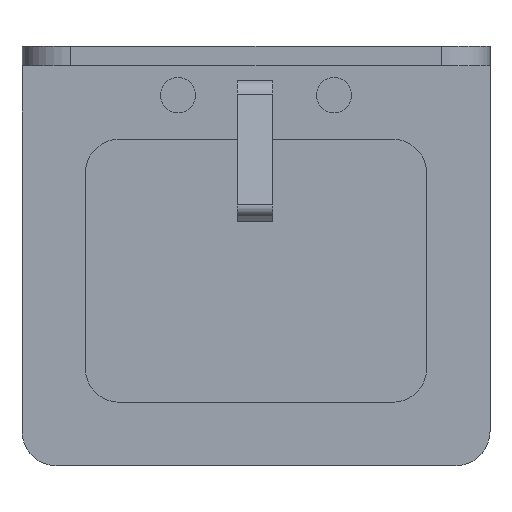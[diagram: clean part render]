
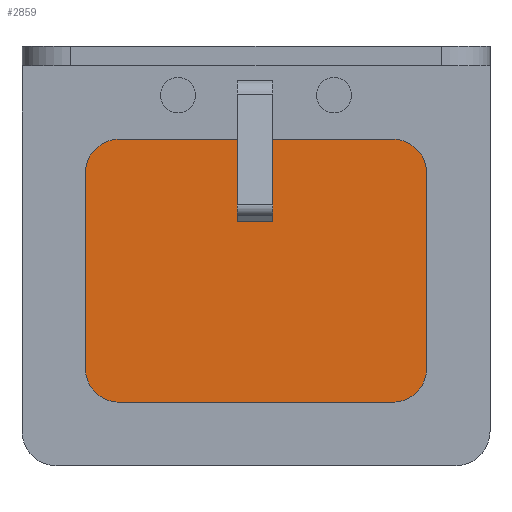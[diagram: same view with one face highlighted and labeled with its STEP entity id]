
A CAD part, top view. The second image highlights one B-rep face of the part: STEP entity #2859.
In plain terms, the highlighted planar face has unit normal (0, 0, 1).
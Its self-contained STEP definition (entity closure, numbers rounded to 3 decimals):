
#938 = CYLINDRICAL_SURFACE('',#939,35.);
#939 = AXIS2_PLACEMENT_3D('',#940,#941,#942);
#940 = CARTESIAN_POINT('',(140.,-330.,0.));
#941 = DIRECTION('',(0.,0.,1.));
#942 = DIRECTION('',(1.,0.,0.));
#966 = PLANE('',#967);
#967 = AXIS2_PLACEMENT_3D('',#968,#969,#970);
#968 = CARTESIAN_POINT('',(140.,-365.,0.));
#969 = DIRECTION('',(0.,1.,0.));
#970 = DIRECTION('',(-1.,0.,0.));
#995 = CYLINDRICAL_SURFACE('',#996,35.);
#996 = AXIS2_PLACEMENT_3D('',#997,#998,#999);
#997 = CARTESIAN_POINT('',(-140.,-330.,0.));
#998 = DIRECTION('',(0.,0.,1.));
#999 = DIRECTION('',(1.,0.,0.));
#1023 = PLANE('',#1024);
#1024 = AXIS2_PLACEMENT_3D('',#1025,#1026,#1027);
#1025 = CARTESIAN_POINT('',(-175.,-330.,0.));
#1026 = DIRECTION('',(1.,0.,0.));
#1027 = DIRECTION('',(0.,1.,0.));
#1052 = CYLINDRICAL_SURFACE('',#1053,35.);
#1053 = AXIS2_PLACEMENT_3D('',#1054,#1055,#1056);
#1054 = CARTESIAN_POINT('',(-140.,-130.,0.));
#1055 = DIRECTION('',(0.,0.,1.));
#1056 = DIRECTION('',(1.,0.,0.));
#1080 = PLANE('',#1081);
#1081 = AXIS2_PLACEMENT_3D('',#1082,#1083,#1084);
#1082 = CARTESIAN_POINT('',(-140.,-95.,0.));
#1083 = DIRECTION('',(0.,-1.,0.));
#1084 = DIRECTION('',(1.,0.,0.));
#1109 = CYLINDRICAL_SURFACE('',#1110,35.);
#1110 = AXIS2_PLACEMENT_3D('',#1111,#1112,#1113);
#1111 = CARTESIAN_POINT('',(140.,-130.,0.));
#1112 = DIRECTION('',(0.,0.,1.));
#1113 = DIRECTION('',(1.,0.,0.));
#1135 = PLANE('',#1136);
#1136 = AXIS2_PLACEMENT_3D('',#1137,#1138,#1139);
#1137 = CARTESIAN_POINT('',(175.,-130.,0.));
#1138 = DIRECTION('',(-1.,0.,0.));
#1139 = DIRECTION('',(0.,-1.,0.));
#2154 = VERTEX_POINT('',#2155);
#2155 = CARTESIAN_POINT('',(140.,-365.,-55.));
#2176 = EDGE_CURVE('',#2154,#2177,#2179,.T.);
#2177 = VERTEX_POINT('',#2178);
#2178 = CARTESIAN_POINT('',(175.,-330.,-55.));
#2179 = SURFACE_CURVE('',#2180,(#2185,#2192),.PCURVE_S1.);
#2180 = CIRCLE('',#2181,35.);
#2181 = AXIS2_PLACEMENT_3D('',#2182,#2183,#2184);
#2182 = CARTESIAN_POINT('',(140.,-330.,-55.));
#2183 = DIRECTION('',(0.,0.,1.));
#2184 = DIRECTION('',(1.,0.,0.));
#2185 = PCURVE('',#938,#2186);
#2186 = DEFINITIONAL_REPRESENTATION('',(#2187),#2191);
#2187 = LINE('',#2188,#2189);
#2188 = CARTESIAN_POINT('',(0.,-55.));
#2189 = VECTOR('',#2190,1.);
#2190 = DIRECTION('',(1.,0.));
#2191 = ( GEOMETRIC_REPRESENTATION_CONTEXT(2) 
PARAMETRIC_REPRESENTATION_CONTEXT() REPRESENTATION_CONTEXT('2D SPACE',''
  ) );
#2192 = PCURVE('',#2193,#2198);
#2193 = PLANE('',#2194);
#2194 = AXIS2_PLACEMENT_3D('',#2195,#2196,#2197);
#2195 = CARTESIAN_POINT('',(-140.,-95.,-55.));
#2196 = DIRECTION('',(0.,0.,1.));
#2197 = DIRECTION('',(1.,0.,0.));
#2198 = DEFINITIONAL_REPRESENTATION('',(#2199),#2203);
#2199 = CIRCLE('',#2200,35.);
#2200 = AXIS2_PLACEMENT_2D('',#2201,#2202);
#2201 = CARTESIAN_POINT('',(280.,-235.));
#2202 = DIRECTION('',(1.,0.));
#2203 = ( GEOMETRIC_REPRESENTATION_CONTEXT(2) 
PARAMETRIC_REPRESENTATION_CONTEXT() REPRESENTATION_CONTEXT('2D SPACE',''
  ) );
#2231 = EDGE_CURVE('',#2154,#2232,#2234,.T.);
#2232 = VERTEX_POINT('',#2233);
#2233 = CARTESIAN_POINT('',(-140.,-365.,-55.));
#2234 = SURFACE_CURVE('',#2235,(#2239,#2246),.PCURVE_S1.);
#2235 = LINE('',#2236,#2237);
#2236 = CARTESIAN_POINT('',(140.,-365.,-55.));
#2237 = VECTOR('',#2238,1.);
#2238 = DIRECTION('',(-1.,0.,0.));
#2239 = PCURVE('',#966,#2240);
#2240 = DEFINITIONAL_REPRESENTATION('',(#2241),#2245);
#2241 = LINE('',#2242,#2243);
#2242 = CARTESIAN_POINT('',(0.,-55.));
#2243 = VECTOR('',#2244,1.);
#2244 = DIRECTION('',(1.,0.));
#2245 = ( GEOMETRIC_REPRESENTATION_CONTEXT(2) 
PARAMETRIC_REPRESENTATION_CONTEXT() REPRESENTATION_CONTEXT('2D SPACE',''
  ) );
#2246 = PCURVE('',#2193,#2247);
#2247 = DEFINITIONAL_REPRESENTATION('',(#2248),#2252);
#2248 = LINE('',#2249,#2250);
#2249 = CARTESIAN_POINT('',(280.,-270.));
#2250 = VECTOR('',#2251,1.);
#2251 = DIRECTION('',(-1.,0.));
#2252 = ( GEOMETRIC_REPRESENTATION_CONTEXT(2) 
PARAMETRIC_REPRESENTATION_CONTEXT() REPRESENTATION_CONTEXT('2D SPACE',''
  ) );
#2280 = VERTEX_POINT('',#2281);
#2281 = CARTESIAN_POINT('',(175.,-130.,-55.));
#2302 = EDGE_CURVE('',#2280,#2177,#2303,.T.);
#2303 = SURFACE_CURVE('',#2304,(#2308,#2315),.PCURVE_S1.);
#2304 = LINE('',#2305,#2306);
#2305 = CARTESIAN_POINT('',(175.,-130.,-55.));
#2306 = VECTOR('',#2307,1.);
#2307 = DIRECTION('',(0.,-1.,0.));
#2308 = PCURVE('',#1135,#2309);
#2309 = DEFINITIONAL_REPRESENTATION('',(#2310),#2314);
#2310 = LINE('',#2311,#2312);
#2311 = CARTESIAN_POINT('',(0.,-55.));
#2312 = VECTOR('',#2313,1.);
#2313 = DIRECTION('',(1.,0.));
#2314 = ( GEOMETRIC_REPRESENTATION_CONTEXT(2) 
PARAMETRIC_REPRESENTATION_CONTEXT() REPRESENTATION_CONTEXT('2D SPACE',''
  ) );
#2315 = PCURVE('',#2193,#2316);
#2316 = DEFINITIONAL_REPRESENTATION('',(#2317),#2321);
#2317 = LINE('',#2318,#2319);
#2318 = CARTESIAN_POINT('',(315.,-35.));
#2319 = VECTOR('',#2320,1.);
#2320 = DIRECTION('',(0.,-1.));
#2321 = ( GEOMETRIC_REPRESENTATION_CONTEXT(2) 
PARAMETRIC_REPRESENTATION_CONTEXT() REPRESENTATION_CONTEXT('2D SPACE',''
  ) );
#2329 = VERTEX_POINT('',#2330);
#2330 = CARTESIAN_POINT('',(-175.,-330.,-55.));
#2351 = EDGE_CURVE('',#2329,#2232,#2352,.T.);
#2352 = SURFACE_CURVE('',#2353,(#2358,#2365),.PCURVE_S1.);
#2353 = CIRCLE('',#2354,35.);
#2354 = AXIS2_PLACEMENT_3D('',#2355,#2356,#2357);
#2355 = CARTESIAN_POINT('',(-140.,-330.,-55.));
#2356 = DIRECTION('',(0.,0.,1.));
#2357 = DIRECTION('',(1.,0.,0.));
#2358 = PCURVE('',#995,#2359);
#2359 = DEFINITIONAL_REPRESENTATION('',(#2360),#2364);
#2360 = LINE('',#2361,#2362);
#2361 = CARTESIAN_POINT('',(0.,-55.));
#2362 = VECTOR('',#2363,1.);
#2363 = DIRECTION('',(1.,0.));
#2364 = ( GEOMETRIC_REPRESENTATION_CONTEXT(2) 
PARAMETRIC_REPRESENTATION_CONTEXT() REPRESENTATION_CONTEXT('2D SPACE',''
  ) );
#2365 = PCURVE('',#2193,#2366);
#2366 = DEFINITIONAL_REPRESENTATION('',(#2367),#2371);
#2367 = CIRCLE('',#2368,35.);
#2368 = AXIS2_PLACEMENT_2D('',#2369,#2370);
#2369 = CARTESIAN_POINT('',(0.,-235.));
#2370 = DIRECTION('',(1.,0.));
#2371 = ( GEOMETRIC_REPRESENTATION_CONTEXT(2) 
PARAMETRIC_REPRESENTATION_CONTEXT() REPRESENTATION_CONTEXT('2D SPACE',''
  ) );
#2379 = EDGE_CURVE('',#2280,#2380,#2382,.T.);
#2380 = VERTEX_POINT('',#2381);
#2381 = CARTESIAN_POINT('',(140.,-95.,-55.));
#2382 = SURFACE_CURVE('',#2383,(#2388,#2395),.PCURVE_S1.);
#2383 = CIRCLE('',#2384,35.);
#2384 = AXIS2_PLACEMENT_3D('',#2385,#2386,#2387);
#2385 = CARTESIAN_POINT('',(140.,-130.,-55.));
#2386 = DIRECTION('',(0.,0.,1.));
#2387 = DIRECTION('',(1.,0.,0.));
#2388 = PCURVE('',#1109,#2389);
#2389 = DEFINITIONAL_REPRESENTATION('',(#2390),#2394);
#2390 = LINE('',#2391,#2392);
#2391 = CARTESIAN_POINT('',(0.,-55.));
#2392 = VECTOR('',#2393,1.);
#2393 = DIRECTION('',(1.,0.));
#2394 = ( GEOMETRIC_REPRESENTATION_CONTEXT(2) 
PARAMETRIC_REPRESENTATION_CONTEXT() REPRESENTATION_CONTEXT('2D SPACE',''
  ) );
#2395 = PCURVE('',#2193,#2396);
#2396 = DEFINITIONAL_REPRESENTATION('',(#2397),#2401);
#2397 = CIRCLE('',#2398,35.);
#2398 = AXIS2_PLACEMENT_2D('',#2399,#2400);
#2399 = CARTESIAN_POINT('',(280.,-35.));
#2400 = DIRECTION('',(1.,0.));
#2401 = ( GEOMETRIC_REPRESENTATION_CONTEXT(2) 
PARAMETRIC_REPRESENTATION_CONTEXT() REPRESENTATION_CONTEXT('2D SPACE',''
  ) );
#2429 = EDGE_CURVE('',#2329,#2430,#2432,.T.);
#2430 = VERTEX_POINT('',#2431);
#2431 = CARTESIAN_POINT('',(-175.,-130.,-55.));
#2432 = SURFACE_CURVE('',#2433,(#2437,#2444),.PCURVE_S1.);
#2433 = LINE('',#2434,#2435);
#2434 = CARTESIAN_POINT('',(-175.,-330.,-55.));
#2435 = VECTOR('',#2436,1.);
#2436 = DIRECTION('',(0.,1.,0.));
#2437 = PCURVE('',#1023,#2438);
#2438 = DEFINITIONAL_REPRESENTATION('',(#2439),#2443);
#2439 = LINE('',#2440,#2441);
#2440 = CARTESIAN_POINT('',(0.,-55.));
#2441 = VECTOR('',#2442,1.);
#2442 = DIRECTION('',(1.,0.));
#2443 = ( GEOMETRIC_REPRESENTATION_CONTEXT(2) 
PARAMETRIC_REPRESENTATION_CONTEXT() REPRESENTATION_CONTEXT('2D SPACE',''
  ) );
#2444 = PCURVE('',#2193,#2445);
#2445 = DEFINITIONAL_REPRESENTATION('',(#2446),#2450);
#2446 = LINE('',#2447,#2448);
#2447 = CARTESIAN_POINT('',(-35.,-235.));
#2448 = VECTOR('',#2449,1.);
#2449 = DIRECTION('',(0.,1.));
#2450 = ( GEOMETRIC_REPRESENTATION_CONTEXT(2) 
PARAMETRIC_REPRESENTATION_CONTEXT() REPRESENTATION_CONTEXT('2D SPACE',''
  ) );
#2478 = VERTEX_POINT('',#2479);
#2479 = CARTESIAN_POINT('',(-140.,-95.,-55.));
#2500 = EDGE_CURVE('',#2478,#2380,#2501,.T.);
#2501 = SURFACE_CURVE('',#2502,(#2506,#2513),.PCURVE_S1.);
#2502 = LINE('',#2503,#2504);
#2503 = CARTESIAN_POINT('',(-140.,-95.,-55.));
#2504 = VECTOR('',#2505,1.);
#2505 = DIRECTION('',(1.,0.,0.));
#2506 = PCURVE('',#1080,#2507);
#2507 = DEFINITIONAL_REPRESENTATION('',(#2508),#2512);
#2508 = LINE('',#2509,#2510);
#2509 = CARTESIAN_POINT('',(0.,-55.));
#2510 = VECTOR('',#2511,1.);
#2511 = DIRECTION('',(1.,0.));
#2512 = ( GEOMETRIC_REPRESENTATION_CONTEXT(2) 
PARAMETRIC_REPRESENTATION_CONTEXT() REPRESENTATION_CONTEXT('2D SPACE',''
  ) );
#2513 = PCURVE('',#2193,#2514);
#2514 = DEFINITIONAL_REPRESENTATION('',(#2515),#2519);
#2515 = LINE('',#2516,#2517);
#2516 = CARTESIAN_POINT('',(0.,0.));
#2517 = VECTOR('',#2518,1.);
#2518 = DIRECTION('',(1.,0.));
#2519 = ( GEOMETRIC_REPRESENTATION_CONTEXT(2) 
PARAMETRIC_REPRESENTATION_CONTEXT() REPRESENTATION_CONTEXT('2D SPACE',''
  ) );
#2527 = EDGE_CURVE('',#2478,#2430,#2528,.T.);
#2528 = SURFACE_CURVE('',#2529,(#2534,#2541),.PCURVE_S1.);
#2529 = CIRCLE('',#2530,35.);
#2530 = AXIS2_PLACEMENT_3D('',#2531,#2532,#2533);
#2531 = CARTESIAN_POINT('',(-140.,-130.,-55.));
#2532 = DIRECTION('',(0.,0.,1.));
#2533 = DIRECTION('',(1.,0.,0.));
#2534 = PCURVE('',#1052,#2535);
#2535 = DEFINITIONAL_REPRESENTATION('',(#2536),#2540);
#2536 = LINE('',#2537,#2538);
#2537 = CARTESIAN_POINT('',(0.,-55.));
#2538 = VECTOR('',#2539,1.);
#2539 = DIRECTION('',(1.,0.));
#2540 = ( GEOMETRIC_REPRESENTATION_CONTEXT(2) 
PARAMETRIC_REPRESENTATION_CONTEXT() REPRESENTATION_CONTEXT('2D SPACE',''
  ) );
#2541 = PCURVE('',#2193,#2542);
#2542 = DEFINITIONAL_REPRESENTATION('',(#2543),#2547);
#2543 = CIRCLE('',#2544,35.);
#2544 = AXIS2_PLACEMENT_2D('',#2545,#2546);
#2545 = CARTESIAN_POINT('',(0.,-35.));
#2546 = DIRECTION('',(1.,0.));
#2547 = ( GEOMETRIC_REPRESENTATION_CONTEXT(2) 
PARAMETRIC_REPRESENTATION_CONTEXT() REPRESENTATION_CONTEXT('2D SPACE',''
  ) );
#2859 = ADVANCED_FACE('',(#2860),#2193,.T.);
#2860 = FACE_BOUND('',#2861,.F.);
#2861 = EDGE_LOOP('',(#2862,#2863,#2864,#2865,#2866,#2867,#2868,#2869));
#2862 = ORIENTED_EDGE('',*,*,#2500,.T.);
#2863 = ORIENTED_EDGE('',*,*,#2379,.F.);
#2864 = ORIENTED_EDGE('',*,*,#2302,.T.);
#2865 = ORIENTED_EDGE('',*,*,#2176,.F.);
#2866 = ORIENTED_EDGE('',*,*,#2231,.T.);
#2867 = ORIENTED_EDGE('',*,*,#2351,.F.);
#2868 = ORIENTED_EDGE('',*,*,#2429,.T.);
#2869 = ORIENTED_EDGE('',*,*,#2527,.F.);
